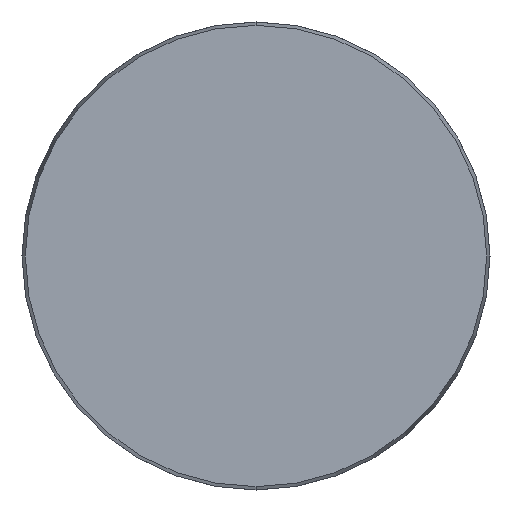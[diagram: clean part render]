
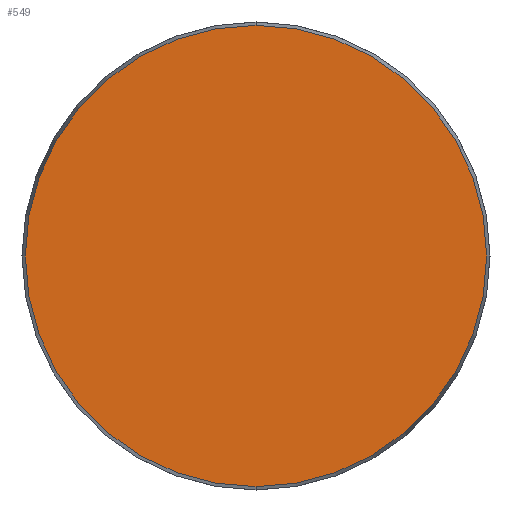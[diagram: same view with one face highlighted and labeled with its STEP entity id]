
A CAD part, front view. The second image highlights one B-rep face of the part: STEP entity #549.
In plain terms, the highlighted planar face has unit normal (0, -1, 0).
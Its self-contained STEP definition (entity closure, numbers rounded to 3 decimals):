
#14 = CARTESIAN_POINT ( 'NONE',  ( 0., 0., 59.143 ) ) ;
#36 = CARTESIAN_POINT ( 'NONE',  ( 0., 0., -59.143 ) ) ;
#127 = EDGE_LOOP ( 'NONE', ( #405, #488 ) ) ;
#160 = CARTESIAN_POINT ( 'NONE',  ( -59.143, 0., 0. ) ) ;
#250 = PLANE ( 'NONE',  #430 ) ;
#274 = DIRECTION ( 'NONE',  ( 0., -1., 0. ) ) ;
#288 = CIRCLE ( 'NONE', #1030, 59.143 ) ;
#327 = EDGE_CURVE ( 'NONE', #686, #580, #894, .T. ) ;
#405 = ORIENTED_EDGE ( 'NONE', *, *, #327, .T. ) ;
#430 = AXIS2_PLACEMENT_3D ( 'NONE', #160, #520, #1116 ) ;
#488 = ORIENTED_EDGE ( 'NONE', *, *, #516, .T. ) ;
#493 = AXIS2_PLACEMENT_3D ( 'NONE', #568, #274, #885 ) ;
#516 = EDGE_CURVE ( 'NONE', #580, #686, #288, .T. ) ;
#520 = DIRECTION ( 'NONE',  ( 0., 1., 0. ) ) ;
#549 = ADVANCED_FACE ( 'NONE', ( #1156 ), #250, .F. ) ;
#553 = CARTESIAN_POINT ( 'NONE',  ( 0., 0., 0. ) ) ;
#568 = CARTESIAN_POINT ( 'NONE',  ( 0., 0., 0. ) ) ;
#580 = VERTEX_POINT ( 'NONE', #36 ) ;
#686 = VERTEX_POINT ( 'NONE', #14 ) ;
#827 = DIRECTION ( 'NONE',  ( 0., -1., 0. ) ) ;
#885 = DIRECTION ( 'NONE',  ( 0., 0., -1. ) ) ;
#894 = CIRCLE ( 'NONE', #493, 59.143 ) ;
#932 = DIRECTION ( 'NONE',  ( 0., 0., -1. ) ) ;
#1030 = AXIS2_PLACEMENT_3D ( 'NONE', #553, #827, #932 ) ;
#1116 = DIRECTION ( 'NONE',  ( 0., 0., 1. ) ) ;
#1156 = FACE_OUTER_BOUND ( 'NONE', #127, .T. ) ;
